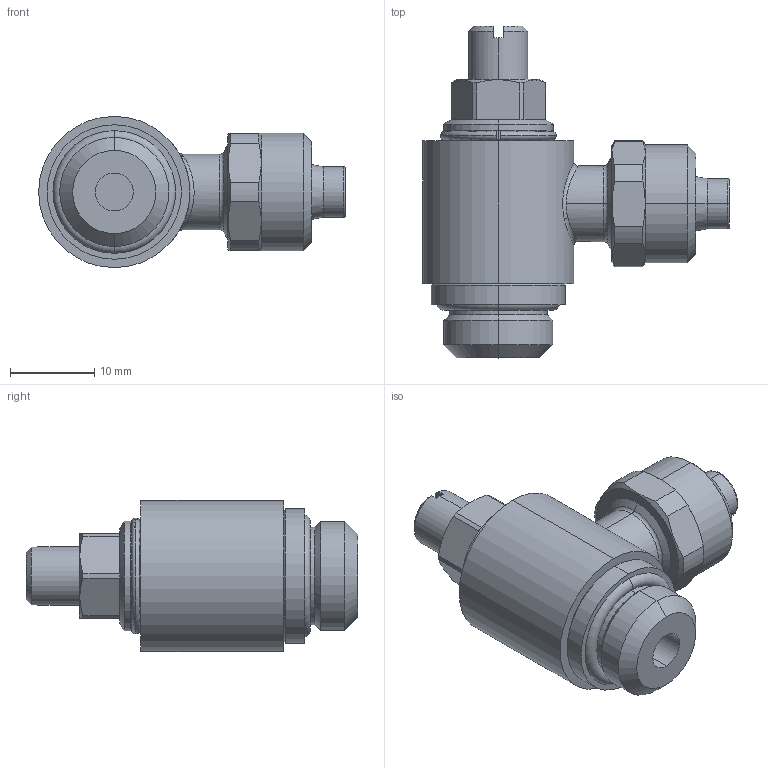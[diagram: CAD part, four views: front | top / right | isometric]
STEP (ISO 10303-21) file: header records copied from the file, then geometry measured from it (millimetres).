
FILE_DESCRIPTION (( 'STEP AP203' ), '1' );
FILE_NAME ('04100B42.STEP', '2010-04-19T08:11:40', ( '' ), ( 'sopra-pneumatic' ), 'SwSTEP 2.0', 'SolidWorks 2009', '' );
FILE_SCHEMA (( 'CONFIG_CONTROL_DESIGN' ));
Length unit declared in the file: millimetre
Products named in the file (1): 04100B42
Bounding box: 36.5 x 39.51 x 18 mm (x, y, z)
Volume: 8270.7 mm3; surface area: 3550.2 mm2
Topology: 2 solids, 4 shells, 127 faces, 273 edges, 166 vertices
Faces by surface type: cylinder 47, plane 40, cone 30, torus 8, bspline 2
Entity records: 4534 total; most frequent: CARTESIAN_POINT 1688, DIRECTION 615, ORIENTED_EDGE 546, EDGE_CURVE 273, AXIS2_PLACEMENT_3D 261, VERTEX_POINT 166, EDGE_LOOP 139, CIRCLE 135
